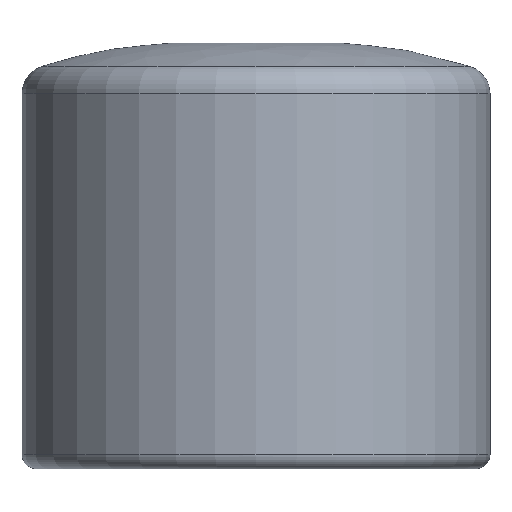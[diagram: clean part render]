
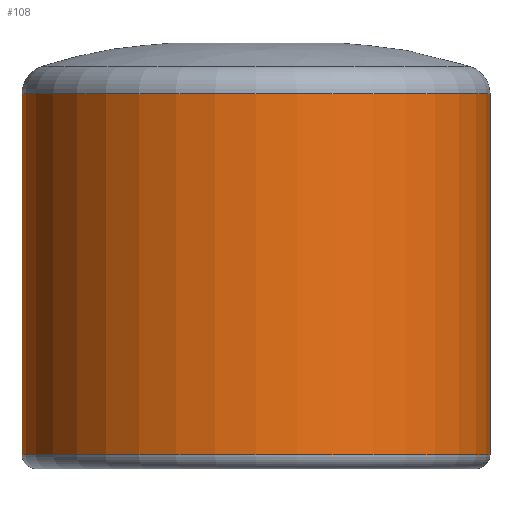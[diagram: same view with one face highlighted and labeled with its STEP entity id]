
A CAD part, front view. The second image highlights one B-rep face of the part: STEP entity #108.
In plain terms, the highlighted cylindrical face has radius 8.25 mm (diameter 16.5 mm), a full revolution.
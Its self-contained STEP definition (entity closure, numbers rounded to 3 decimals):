
#15=CYLINDRICAL_SURFACE($,#123,8.25);
#22=FACE_BOUND($,#40,.T.);
#28=FACE_OUTER_BOUND($,#39,.T.);
#39=EDGE_LOOP($,(#85));
#40=EDGE_LOOP($,(#86));
#52=CIRCLE($,#122,8.25);
#53=CIRCLE($,#124,8.25);
#62=VERTEX_POINT($,#181);
#63=VERTEX_POINT($,#184);
#72=EDGE_CURVE($,#62,#62,#52,.T.);
#73=EDGE_CURVE($,#63,#63,#53,.T.);
#85=ORIENTED_EDGE($,*,*,#73,.F.);
#86=ORIENTED_EDGE($,*,*,#72,.T.);
#108=ADVANCED_FACE($,(#28,#22),#15,.T.);
#122=AXIS2_PLACEMENT_3D($,#182,#146,#147);
#123=AXIS2_PLACEMENT_3D($,#183,#148,#149);
#124=AXIS2_PLACEMENT_3D($,#185,#150,#151);
#146=DIRECTION('center_axis',(0.,0.,1.));
#147=DIRECTION('ref_axis',(0.,-1.,0.));
#148=DIRECTION('center_axis',(0.,0.,1.));
#149=DIRECTION('ref_axis',(0.,-1.,0.));
#150=DIRECTION('center_axis',(0.,0.,1.));
#151=DIRECTION('ref_axis',(0.,-1.,0.));
#181=CARTESIAN_POINT('',(0.,-8.25,0.5));
#182=CARTESIAN_POINT('Origin',(0.,0.,0.5));
#183=CARTESIAN_POINT('Origin',(0.,0.,6.864));
#184=CARTESIAN_POINT('',(0.,-8.25,13.229));
#185=CARTESIAN_POINT('Origin',(0.,0.,13.229));
